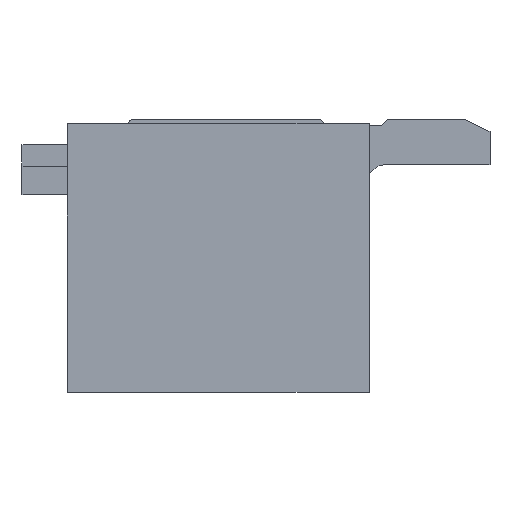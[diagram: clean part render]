
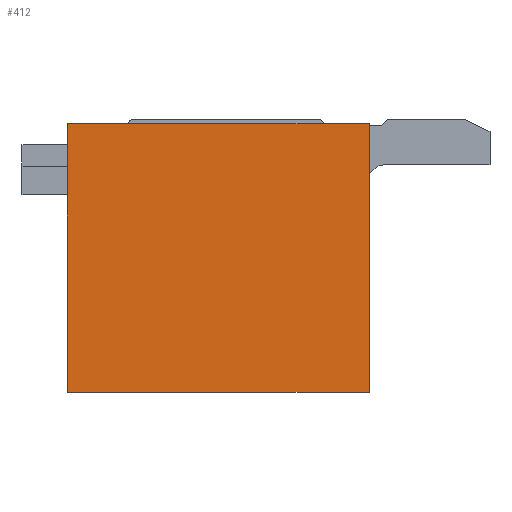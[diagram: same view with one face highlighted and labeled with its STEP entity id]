
A CAD part, left-side view. The second image highlights one B-rep face of the part: STEP entity #412.
In plain terms, the highlighted planar face has unit normal (-1, 0, 0).
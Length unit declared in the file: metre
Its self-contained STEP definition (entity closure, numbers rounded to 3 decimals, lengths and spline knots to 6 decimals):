
#412 = ADVANCED_FACE( '', ( #1206 ), #1207, .T. );
#1206 = FACE_OUTER_BOUND( '', #2044, .T. );
#1207 = PLANE( '', #2045 );
#2044 = EDGE_LOOP( '', ( #5312, #5313, #5314, #5315 ) );
#2045 = AXIS2_PLACEMENT_3D( '', #5316, #5317, #5318 );
#5312 = ORIENTED_EDGE( '', *, *, #5822, .T. );
#5313 = ORIENTED_EDGE( '', *, *, #7003, .T. );
#5314 = ORIENTED_EDGE( '', *, *, #7004, .F. );
#5315 = ORIENTED_EDGE( '', *, *, #6706, .T. );
#5316 = CARTESIAN_POINT( '', ( -0.00665, 0.002875, -0.002225 ) );
#5317 = DIRECTION( '', ( -1., 0., 0. ) );
#5318 = DIRECTION( '', ( 0., 0., 1. ) );
#5822 = EDGE_CURVE( '', #7055, #7053, #7056, .T. );
#6706 = EDGE_CURVE( '', #8642, #7055, #8643, .T. );
#7003 = EDGE_CURVE( '', #7053, #9033, #9034, .T. );
#7004 = EDGE_CURVE( '', #8642, #9033, #9035, .T. );
#7053 = VERTEX_POINT( '', #9098 );
#7055 = VERTEX_POINT( '', #9101 );
#7056 = LINE( '', #9102, #9103 );
#8642 = VERTEX_POINT( '', #11549 );
#8643 = LINE( '', #11550, #11551 );
#9033 = VERTEX_POINT( '', #12228 );
#9034 = LINE( '', #12229, #12230 );
#9035 = LINE( '', #12231, #12232 );
#9098 = CARTESIAN_POINT( '', ( -0.00665, -0.002875, -0.002225 ) );
#9101 = CARTESIAN_POINT( '', ( -0.00665, 0.002125, -0.002225 ) );
#9102 = CARTESIAN_POINT( '', ( -0.00665, 0.002125, -0.002225 ) );
#9103 = VECTOR( '', #12298, 1. );
#11549 = CARTESIAN_POINT( '', ( -0.00665, 0.002125, 0.002225 ) );
#11550 = CARTESIAN_POINT( '', ( -0.00665, 0.002125, 0.002225 ) );
#11551 = VECTOR( '', #13228, 1. );
#12228 = CARTESIAN_POINT( '', ( -0.00665, -0.002875, 0.002225 ) );
#12229 = CARTESIAN_POINT( '', ( -0.00665, -0.002875, -0.002225 ) );
#12230 = VECTOR( '', #13543, 1. );
#12231 = CARTESIAN_POINT( '', ( -0.00665, 0.002125, 0.002225 ) );
#12232 = VECTOR( '', #13544, 1. );
#12298 = DIRECTION( '', ( 0., -1., 0. ) );
#13228 = DIRECTION( '', ( 0., 0., -1. ) );
#13543 = DIRECTION( '', ( 0., 0., 1. ) );
#13544 = DIRECTION( '', ( 0., -1., 0. ) );
